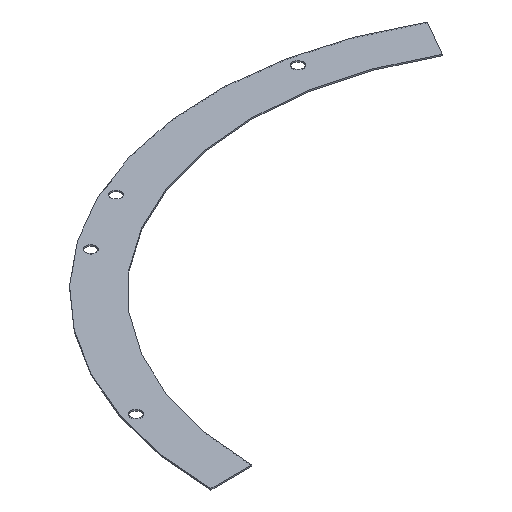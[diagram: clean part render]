
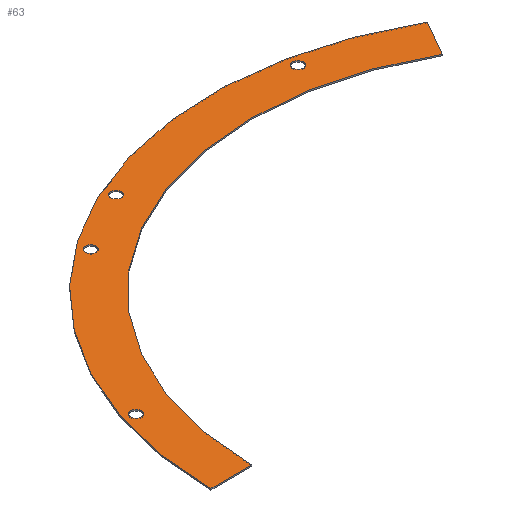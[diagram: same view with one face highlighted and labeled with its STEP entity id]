
A CAD part, isometric view. The second image highlights one B-rep face of the part: STEP entity #63.
In plain terms, the highlighted planar face has unit normal (0, 0, 1).
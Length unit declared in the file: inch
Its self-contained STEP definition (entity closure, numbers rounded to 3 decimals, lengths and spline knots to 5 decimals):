
#4 = EDGE_CURVE ( 'NONE', #11, #125, #214, .T. ) ;
#7 = EDGE_CURVE ( 'NONE', #14, #136, #316, .T. ) ;
#11 = VERTEX_POINT ( 'NONE', #299 ) ;
#14 = VERTEX_POINT ( 'NONE', #300 ) ;
#32 = VERTEX_POINT ( 'NONE', #287 ) ;
#39 = VERTEX_POINT ( 'NONE', #288 ) ;
#40 = EDGE_CURVE ( 'NONE', #32, #39, #291, .T. ) ;
#43 = EDGE_CURVE ( 'NONE', #39, #47, #278, .T. ) ;
#45 = EDGE_LOOP ( 'NONE', ( #72, #57 ) ) ;
#47 = VERTEX_POINT ( 'NONE', #301 ) ;
#49 = ORIENTED_EDGE ( 'NONE', *, *, #122, .F. ) ;
#51 = EDGE_CURVE ( 'NONE', #136, #14, #274, .T. ) ;
#52 = EDGE_CURVE ( 'NONE', #47, #128, #210, .T. ) ;
#53 = ORIENTED_EDGE ( 'NONE', *, *, #7, .F. ) ;
#54 = ORIENTED_EDGE ( 'NONE', *, *, #62, .F. ) ;
#55 = EDGE_CURVE ( 'NONE', #128, #32, #196, .T. ) ;
#57 = ORIENTED_EDGE ( 'NONE', *, *, #152, .F. ) ;
#58 = ORIENTED_EDGE ( 'NONE', *, *, #4, .F. ) ;
#60 = ORIENTED_EDGE ( 'NONE', *, *, #51, .F. ) ;
#62 = EDGE_CURVE ( 'NONE', #125, #11, #208, .T. ) ;
#63 = ADVANCED_FACE ( 'NONE', ( #200, #198, #203, #184, #188 ), #123, .T. ) ;
#64 = ORIENTED_EDGE ( 'NONE', *, *, #73, .F. ) ;
#67 = EDGE_LOOP ( 'NONE', ( #64, #49 ) ) ;
#69 = EDGE_CURVE ( 'NONE', #169, #151, #192, .T. ) ;
#70 = ORIENTED_EDGE ( 'NONE', *, *, #40, .T. ) ;
#71 = EDGE_LOOP ( 'NONE', ( #70, #83, #112, #91 ) ) ;
#72 = ORIENTED_EDGE ( 'NONE', *, *, #69, .F. ) ;
#73 = EDGE_CURVE ( 'NONE', #118, #149, #234, .T. ) ;
#74 = EDGE_LOOP ( 'NONE', ( #60, #53 ) ) ;
#76 = EDGE_LOOP ( 'NONE', ( #54, #58 ) ) ;
#83 = ORIENTED_EDGE ( 'NONE', *, *, #43, .T. ) ;
#91 = ORIENTED_EDGE ( 'NONE', *, *, #55, .T. ) ;
#112 = ORIENTED_EDGE ( 'NONE', *, *, #52, .T. ) ;
#118 = VERTEX_POINT ( 'NONE', #427 ) ;
#122 = EDGE_CURVE ( 'NONE', #149, #118, #324, .T. ) ;
#123 = PLANE ( 'NONE',  #150 ) ;
#125 = VERTEX_POINT ( 'NONE', #423 ) ;
#128 = VERTEX_POINT ( 'NONE', #403 ) ;
#136 = VERTEX_POINT ( 'NONE', #443 ) ;
#149 = VERTEX_POINT ( 'NONE', #389 ) ;
#150 = AXIS2_PLACEMENT_3D ( 'NONE', #160, #159, #158 ) ;
#151 = VERTEX_POINT ( 'NONE', #391 ) ;
#152 = EDGE_CURVE ( 'NONE', #151, #169, #464, .T. ) ;
#156 = CARTESIAN_POINT ( 'NONE',  ( -19.47039, 26.79869, 0.0625 ) ) ;
#158 = DIRECTION ( 'NONE',  ( 1., 0., 0. ) ) ;
#159 = DIRECTION ( 'NONE',  ( 0., 0., 1. ) ) ;
#160 = CARTESIAN_POINT ( 'NONE',  ( 0., 0., 0.0625 ) ) ;
#161 = DIRECTION ( 'NONE',  ( 0., 0., 1. ) ) ;
#162 = AXIS2_PLACEMENT_3D ( 'NONE', #156, #161, #180 ) ;
#169 = VERTEX_POINT ( 'NONE', #365 ) ;
#180 = DIRECTION ( 'NONE',  ( 1., 0., 0. ) ) ;
#183 = AXIS2_PLACEMENT_3D ( 'NONE', #206, #205, #209 ) ;
#184 = FACE_BOUND ( 'NONE', #74, .T. ) ;
#185 = DIRECTION ( 'NONE',  ( 1., 0., 0. ) ) ;
#186 = DIRECTION ( 'NONE',  ( 0., 0., 1. ) ) ;
#187 = CARTESIAN_POINT ( 'NONE',  ( -31.50375, 10.23619, 0.0625 ) ) ;
#188 = FACE_OUTER_BOUND ( 'NONE', #71, .T. ) ;
#189 = AXIS2_PLACEMENT_3D ( 'NONE', #187, #186, #185 ) ;
#190 = DIRECTION ( 'NONE',  ( 1., 0., 0. ) ) ;
#192 = CIRCLE ( 'NONE', #199, 0.53125 ) ;
#193 = DIRECTION ( 'NONE',  ( 1., 0., 0. ) ) ;
#194 = VECTOR ( 'NONE', #193, 39.37008 ) ;
#195 = CARTESIAN_POINT ( 'NONE',  ( -30.125, 0., 0.0625 ) ) ;
#196 = LINE ( 'NONE', #195, #194 ) ;
#197 = DIRECTION ( 'NONE',  ( 0., 0., 1. ) ) ;
#198 = FACE_BOUND ( 'NONE', #67, .T. ) ;
#199 = AXIS2_PLACEMENT_3D ( 'NONE', #207, #197, #190 ) ;
#200 = FACE_BOUND ( 'NONE', #45, .T. ) ;
#203 = FACE_BOUND ( 'NONE', #76, .T. ) ;
#205 = DIRECTION ( 'NONE',  ( 0., 0., 1. ) ) ;
#206 = CARTESIAN_POINT ( 'NONE',  ( 0., 0., 0.0625 ) ) ;
#207 = CARTESIAN_POINT ( 'NONE',  ( -13.47315, 30.26119, 0.0625 ) ) ;
#208 = CIRCLE ( 'NONE', #189, 0.53125 ) ;
#209 = DIRECTION ( 'NONE',  ( 1., 0., 0. ) ) ;
#210 = CIRCLE ( 'NONE', #183, 34.225 ) ;
#211 = DIRECTION ( 'NONE',  ( 1., 0., 0. ) ) ;
#212 = DIRECTION ( 'NONE',  ( 0., 0., 1. ) ) ;
#213 = AXIS2_PLACEMENT_3D ( 'NONE', #280, #212, #211 ) ;
#214 = CIRCLE ( 'NONE', #213, 0.53125 ) ;
#215 = AXIS2_PLACEMENT_3D ( 'NONE', #230, #229, #228 ) ;
#228 = DIRECTION ( 'NONE',  ( 1., 0., 0. ) ) ;
#229 = DIRECTION ( 'NONE',  ( 0., 0., -1. ) ) ;
#230 = CARTESIAN_POINT ( 'NONE',  ( 0., 0., 0.0625 ) ) ;
#234 = CIRCLE ( 'NONE', #162, 0.53125 ) ;
#247 = DIRECTION ( 'NONE',  ( 1., 0., 0. ) ) ;
#248 = DIRECTION ( 'NONE',  ( 0., 0., 1. ) ) ;
#249 = CARTESIAN_POINT ( 'NONE',  ( 6.88707, 32.40114, 0.0625 ) ) ;
#250 = DIRECTION ( 'NONE',  ( 1., 0., 0. ) ) ;
#251 = DIRECTION ( 'NONE',  ( 0., 0., 1. ) ) ;
#252 = CARTESIAN_POINT ( 'NONE',  ( 6.88707, 32.40114, 0.0625 ) ) ;
#253 = AXIS2_PLACEMENT_3D ( 'NONE', #252, #251, #250 ) ;
#262 = AXIS2_PLACEMENT_3D ( 'NONE', #249, #248, #247 ) ;
#274 = CIRCLE ( 'NONE', #253, 0.53125 ) ;
#275 = DIRECTION ( 'NONE',  ( 0.5, 0.866, 0. ) ) ;
#276 = VECTOR ( 'NONE', #275, 39.37008 ) ;
#277 = CARTESIAN_POINT ( 'NONE',  ( 15.0625, 26.08902, 0.0625 ) ) ;
#278 = LINE ( 'NONE', #277, #276 ) ;
#280 = CARTESIAN_POINT ( 'NONE',  ( -31.50375, 10.23619, 0.0625 ) ) ;
#287 = CARTESIAN_POINT ( 'NONE',  ( -30.125, 0., 0.0625 ) ) ;
#288 = CARTESIAN_POINT ( 'NONE',  ( 15.0625, 26.08902, 0.0625 ) ) ;
#291 = CIRCLE ( 'NONE', #215, 30.125 ) ;
#299 = CARTESIAN_POINT ( 'NONE',  ( -32.035, 10.23619, 0.0625 ) ) ;
#300 = CARTESIAN_POINT ( 'NONE',  ( 6.35582, 32.40114, 0.0625 ) ) ;
#301 = CARTESIAN_POINT ( 'NONE',  ( 17.1125, 29.63972, 0.0625 ) ) ;
#316 = CIRCLE ( 'NONE', #262, 0.53125 ) ;
#324 = CIRCLE ( 'NONE', #470, 0.53125 ) ;
#328 = CARTESIAN_POINT ( 'NONE',  ( -19.47039, 26.79869, 0.0625 ) ) ;
#365 = CARTESIAN_POINT ( 'NONE',  ( -12.9419, 30.26119, 0.0625 ) ) ;
#374 = DIRECTION ( 'NONE',  ( 1., 0., 0. ) ) ;
#375 = DIRECTION ( 'NONE',  ( 0., 0., 1. ) ) ;
#376 = CARTESIAN_POINT ( 'NONE',  ( -13.47315, 30.26119, 0.0625 ) ) ;
#389 = CARTESIAN_POINT ( 'NONE',  ( -20.00164, 26.79869, 0.0625 ) ) ;
#391 = CARTESIAN_POINT ( 'NONE',  ( -14.0044, 30.26119, 0.0625 ) ) ;
#403 = CARTESIAN_POINT ( 'NONE',  ( -34.225, 0., 0.0625 ) ) ;
#416 = AXIS2_PLACEMENT_3D ( 'NONE', #376, #375, #374 ) ;
#423 = CARTESIAN_POINT ( 'NONE',  ( -30.9725, 10.23619, 0.0625 ) ) ;
#427 = CARTESIAN_POINT ( 'NONE',  ( -18.93914, 26.79869, 0.0625 ) ) ;
#443 = CARTESIAN_POINT ( 'NONE',  ( 7.41832, 32.40114, 0.0625 ) ) ;
#464 = CIRCLE ( 'NONE', #416, 0.53125 ) ;
#468 = DIRECTION ( 'NONE',  ( 1., 0., 0. ) ) ;
#469 = DIRECTION ( 'NONE',  ( 0., 0., 1. ) ) ;
#470 = AXIS2_PLACEMENT_3D ( 'NONE', #328, #469, #468 ) ;
